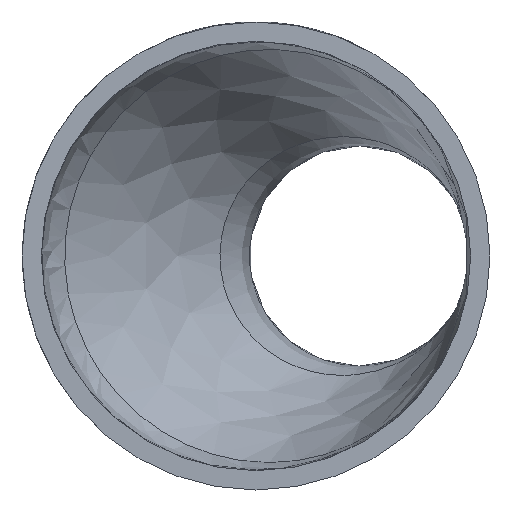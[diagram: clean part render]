
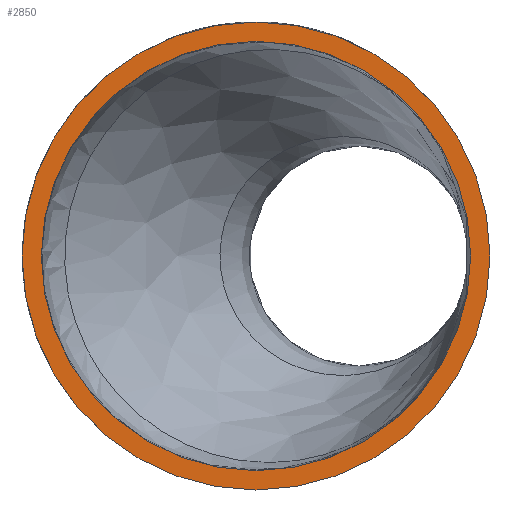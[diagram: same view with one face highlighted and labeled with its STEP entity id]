
A CAD part, left-side view. The second image highlights one B-rep face of the part: STEP entity #2850.
In plain terms, the highlighted planar face has unit normal (-1, 0, 0).
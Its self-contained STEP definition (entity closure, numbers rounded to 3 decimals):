
#254 = DIRECTION ( 'NONE',  ( -1., 0., 0. ) ) ;
#1124 = AXIS2_PLACEMENT_3D ( 'NONE', #8238, #14925, #12341 ) ;
#1177 = EDGE_CURVE ( 'NONE', #15318, #15318, #1525, .T. ) ;
#1525 = CIRCLE ( 'NONE', #13643, 24.15 ) ;
#2850 = ADVANCED_FACE ( 'NONE', ( #10880, #6574 ), #16584, .T. ) ;
#3127 = DIRECTION ( 'NONE',  ( 0., 0., 1. ) ) ;
#3357 = EDGE_CURVE ( 'NONE', #12044, #12044, #13511, .T. ) ;
#4817 = DIRECTION ( 'NONE',  ( -1., 0., 0. ) ) ;
#6079 = CARTESIAN_POINT ( 'NONE',  ( 0., 0., 22.15 ) ) ;
#6574 = FACE_OUTER_BOUND ( 'NONE', #13646, .T. ) ;
#6719 = AXIS2_PLACEMENT_3D ( 'NONE', #13997, #4817, #10037 ) ;
#8238 = CARTESIAN_POINT ( 'NONE',  ( 0., 0., 0. ) ) ;
#8317 = CARTESIAN_POINT ( 'NONE',  ( 0., 0., 0. ) ) ;
#8584 = ORIENTED_EDGE ( 'NONE', *, *, #1177, .T. ) ;
#10037 = DIRECTION ( 'NONE',  ( 0., 0., 1. ) ) ;
#10880 = FACE_BOUND ( 'NONE', #12368, .T. ) ;
#12044 = VERTEX_POINT ( 'NONE', #6079 ) ;
#12341 = DIRECTION ( 'NONE',  ( 0., 0., 1. ) ) ;
#12368 = EDGE_LOOP ( 'NONE', ( #16587 ) ) ;
#12503 = CARTESIAN_POINT ( 'NONE',  ( 0., 0., 24.15 ) ) ;
#13511 = CIRCLE ( 'NONE', #1124, 22.15 ) ;
#13643 = AXIS2_PLACEMENT_3D ( 'NONE', #8317, #254, #3127 ) ;
#13646 = EDGE_LOOP ( 'NONE', ( #8584 ) ) ;
#13997 = CARTESIAN_POINT ( 'NONE',  ( 0., 0., 0. ) ) ;
#14925 = DIRECTION ( 'NONE',  ( -1., 0., 0. ) ) ;
#15318 = VERTEX_POINT ( 'NONE', #12503 ) ;
#16584 = PLANE ( 'NONE',  #6719 ) ;
#16587 = ORIENTED_EDGE ( 'NONE', *, *, #3357, .F. ) ;
